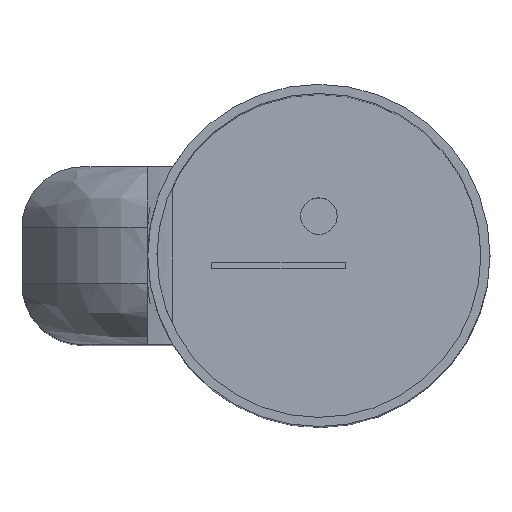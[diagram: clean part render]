
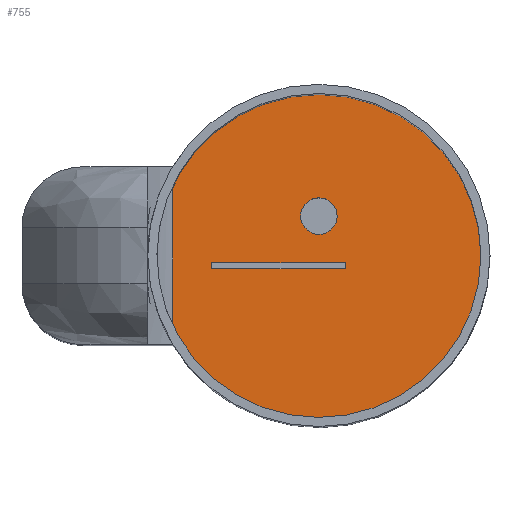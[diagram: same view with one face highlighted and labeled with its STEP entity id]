
A CAD part, top view. The second image highlights one B-rep face of the part: STEP entity #755.
In plain terms, the highlighted planar face has unit normal (0, 0, 1).
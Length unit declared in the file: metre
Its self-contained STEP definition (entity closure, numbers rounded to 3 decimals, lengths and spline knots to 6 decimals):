
#15=CIRCLE('',#817,0.02665);
#18=CIRCLE('',#821,0.003);
#41=ELLIPSE('',#822,0.0112,0.0092);
#96=ORIENTED_EDGE('',*,*,#310,.F.);
#97=ORIENTED_EDGE('',*,*,#303,.T.);
#98=ORIENTED_EDGE('',*,*,#311,.F.);
#99=ORIENTED_EDGE('',*,*,#312,.T.);
#100=ORIENTED_EDGE('',*,*,#313,.T.);
#101=ORIENTED_EDGE('',*,*,#314,.F.);
#102=ORIENTED_EDGE('',*,*,#315,.F.);
#103=ORIENTED_EDGE('',*,*,#316,.F.);
#104=ORIENTED_EDGE('',*,*,#317,.F.);
#303=EDGE_CURVE('',#411,#410,#15,.T.);
#310=EDGE_CURVE('',#417,#417,#18,.T.);
#311=EDGE_CURVE('',#418,#410,#474,.T.);
#312=EDGE_CURVE('',#418,#419,#41,.F.);
#313=EDGE_CURVE('',#419,#411,#475,.T.);
#314=EDGE_CURVE('',#420,#421,#476,.T.);
#315=EDGE_CURVE('',#422,#420,#477,.T.);
#316=EDGE_CURVE('',#423,#422,#478,.T.);
#317=EDGE_CURVE('',#421,#423,#479,.T.);
#410=VERTEX_POINT('',#1165);
#411=VERTEX_POINT('',#1167);
#417=VERTEX_POINT('',#1188);
#418=VERTEX_POINT('',#1190);
#419=VERTEX_POINT('',#1192);
#420=VERTEX_POINT('',#1195);
#421=VERTEX_POINT('',#1196);
#422=VERTEX_POINT('',#1198);
#423=VERTEX_POINT('',#1200);
#474=LINE('',#1189,#542);
#475=LINE('',#1193,#543);
#476=LINE('',#1194,#544);
#477=LINE('',#1197,#545);
#478=LINE('',#1199,#546);
#479=LINE('',#1201,#547);
#542=VECTOR('',#917,1.);
#543=VECTOR('',#920,1.);
#544=VECTOR('',#921,1.);
#545=VECTOR('',#922,1.);
#546=VECTOR('',#923,1.);
#547=VECTOR('',#924,1.);
#603=EDGE_LOOP('',(#96));
#604=EDGE_LOOP('',(#97,#98,#99,#100));
#605=EDGE_LOOP('',(#101,#102,#103,#104));
#665=FACE_BOUND('',#603,.T.);
#666=FACE_BOUND('',#604,.T.);
#667=FACE_BOUND('',#605,.T.);
#721=PLANE('',#820);
#755=ADVANCED_FACE('',(#665,#666,#667),#721,.T.);
#817=AXIS2_PLACEMENT_3D('',#1166,#904,#905);
#820=AXIS2_PLACEMENT_3D('',#1186,#913,#914);
#821=AXIS2_PLACEMENT_3D('',#1187,#915,#916);
#822=AXIS2_PLACEMENT_3D('',#1191,#918,#919);
#904=DIRECTION('',(0.,0.,1.));
#905=DIRECTION('',(1.,0.,0.));
#913=DIRECTION('',(0.,0.,1.));
#914=DIRECTION('',(1.,0.,0.));
#915=DIRECTION('',(0.,0.,1.));
#916=DIRECTION('',(1.,0.,0.));
#917=DIRECTION('',(1.,0.,0.));
#918=DIRECTION('',(0.,0.,1.));
#919=DIRECTION('',(0.,1.,0.));
#920=DIRECTION('',(1.,0.,0.));
#921=DIRECTION('',(1.,0.,0.));
#922=DIRECTION('',(0.,-1.,0.));
#923=DIRECTION('',(-1.,0.,0.));
#924=DIRECTION('',(0.,1.,0.));
#1165=CARTESIAN_POINT('',(-0.024996,0.009243,0.036));
#1166=CARTESIAN_POINT('',(0.,0.,0.036));
#1167=CARTESIAN_POINT('',(-0.024996,-0.009243,0.036));
#1186=CARTESIAN_POINT('',(0.,0.,0.036));
#1187=CARTESIAN_POINT('',(0.,0.00665,0.036));
#1188=CARTESIAN_POINT('',(0.003,0.00665,0.036));
#1189=CARTESIAN_POINT('',(-0.028975,0.009243,0.036));
#1190=CARTESIAN_POINT('',(-0.032955,0.009243,0.036));
#1191=CARTESIAN_POINT('',(-0.03815,0.,0.036));
#1192=CARTESIAN_POINT('',(-0.032955,-0.009243,0.036));
#1193=CARTESIAN_POINT('',(-0.028975,-0.009243,0.036));
#1194=CARTESIAN_POINT('',(-0.00665,-0.002,0.036));
#1195=CARTESIAN_POINT('',(-0.01765,-0.002,0.036));
#1196=CARTESIAN_POINT('',(0.00435,-0.002,0.036));
#1197=CARTESIAN_POINT('',(-0.01765,-0.0015,0.036));
#1198=CARTESIAN_POINT('',(-0.01765,-0.001,0.036));
#1199=CARTESIAN_POINT('',(-0.00665,-0.001,0.036));
#1200=CARTESIAN_POINT('',(0.00435,-0.001,0.036));
#1201=CARTESIAN_POINT('',(0.00435,-0.0015,0.036));
